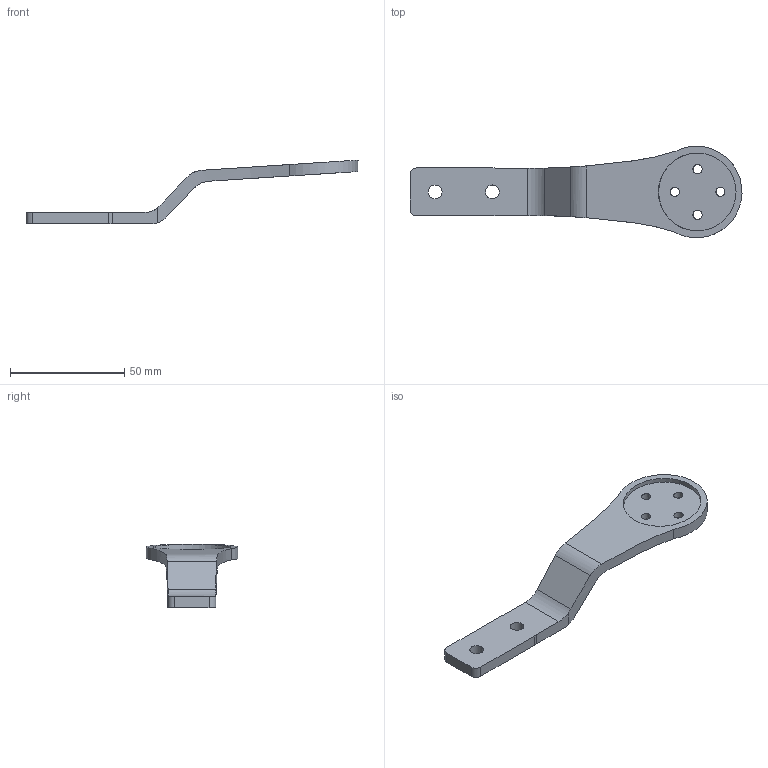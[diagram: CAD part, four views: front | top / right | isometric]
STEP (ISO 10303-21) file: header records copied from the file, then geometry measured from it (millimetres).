
FILE_DESCRIPTION(/* description */ (''),/* implementation_level */ '2;1');
FILE_NAME(/* name */ 'Computer - v1.step',/* time_stamp */ '2025-05-14T09:39:37-04:00',/* author */ (''),/* organization */ (''),/* preprocessor_version */ 'ST-DEVELOPER v20.1',/* originating_system */ 'Autodesk Translation Framework v14.4.0.0',/* authorisation */ '');
FILE_SCHEMA (('AUTOMOTIVE_DESIGN { 1 0 10303 214 3 1 1 }'));
Length unit declared in the file: millimetre
Products named in the file (2): Open Aero; Computer Mount
Assembly tree (1 placements, depth 2):
  Open Aero
    Computer Mount
Bounding box: 145.14 x 39.98 x 27.89 mm (x, y, z)
Volume: 17100.7 mm3; surface area: 9749.7 mm2
Topology: 1 solids, 1 shells, 30 faces, 81 edges, 54 vertices
Faces by surface type: cylinder 16, plane 12, bspline 2
Full cylindrical faces by diameter (mm): 4.03 x4, 6 x2, 34.017 x1
Entity records: 1165 total; most frequent: CARTESIAN_POINT 344, ORIENTED_EDGE 162, DIRECTION 155, EDGE_CURVE 81, AXIS2_PLACEMENT_3D 59, VERTEX_POINT 54, EDGE_LOOP 43, LINE 37
